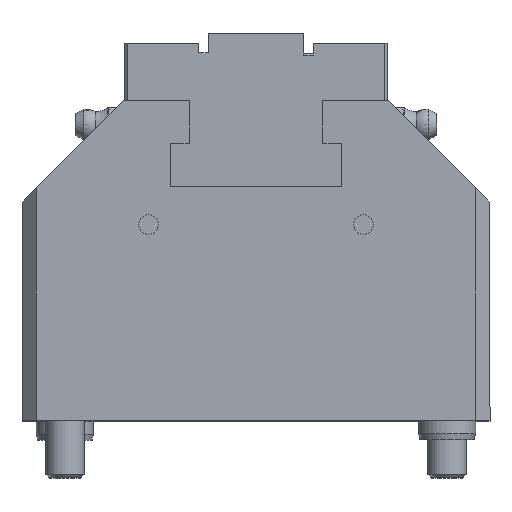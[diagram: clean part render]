
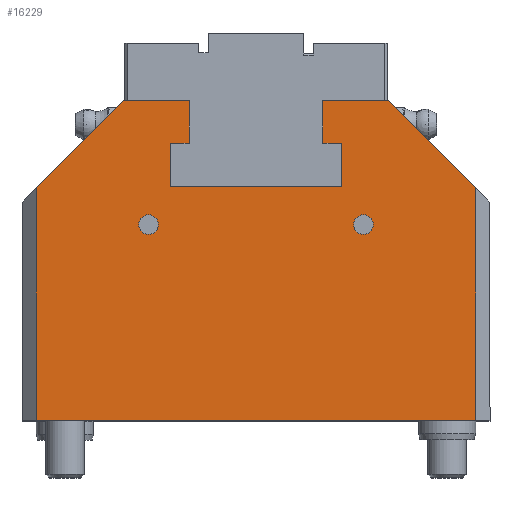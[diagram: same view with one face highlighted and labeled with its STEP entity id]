
A CAD part, top view. The second image highlights one B-rep face of the part: STEP entity #16229.
In plain terms, the highlighted planar face has unit normal (0, 0, 1).
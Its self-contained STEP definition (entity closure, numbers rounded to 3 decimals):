
#723=FACE_BOUND('',#2329,.T.);
#724=FACE_BOUND('',#2330,.T.);
#845=PLANE('',#17298);
#1406=FACE_OUTER_BOUND('',#2328,.T.);
#2328=EDGE_LOOP('',(#10536,#10537,#10538,#10539,#10540,#10541,#10542,#10543,
#10544,#10545,#10546,#10547,#10548,#10549));
#2329=EDGE_LOOP('',(#10550));
#2330=EDGE_LOOP('',(#10551));
#3376=CIRCLE('',#17299,2.067);
#3377=CIRCLE('',#17300,2.067);
#3832=LINE('',#22574,#5247);
#3833=LINE('',#22576,#5248);
#3834=LINE('',#22578,#5249);
#3835=LINE('',#22580,#5250);
#3836=LINE('',#22582,#5251);
#3837=LINE('',#22584,#5252);
#3838=LINE('',#22586,#5253);
#3839=LINE('',#22588,#5254);
#3840=LINE('',#22590,#5255);
#3841=LINE('',#22592,#5256);
#3842=LINE('',#22594,#5257);
#3843=LINE('',#22596,#5258);
#3844=LINE('',#22598,#5259);
#3845=LINE('',#22599,#5260);
#5247=VECTOR('',#18596,10.);
#5248=VECTOR('',#18597,10.);
#5249=VECTOR('',#18598,10.);
#5250=VECTOR('',#18599,10.);
#5251=VECTOR('',#18600,10.);
#5252=VECTOR('',#18601,10.);
#5253=VECTOR('',#18602,10.);
#5254=VECTOR('',#18603,10.);
#5255=VECTOR('',#18604,10.);
#5256=VECTOR('',#18605,10.);
#5257=VECTOR('',#18606,10.);
#5258=VECTOR('',#18607,10.);
#5259=VECTOR('',#18608,10.);
#5260=VECTOR('',#18609,10.);
#6668=VERTEX_POINT('',#22572);
#6669=VERTEX_POINT('',#22573);
#6670=VERTEX_POINT('',#22575);
#6671=VERTEX_POINT('',#22577);
#6672=VERTEX_POINT('',#22579);
#6673=VERTEX_POINT('',#22581);
#6674=VERTEX_POINT('',#22583);
#6675=VERTEX_POINT('',#22585);
#6676=VERTEX_POINT('',#22587);
#6677=VERTEX_POINT('',#22589);
#6678=VERTEX_POINT('',#22591);
#6679=VERTEX_POINT('',#22593);
#6680=VERTEX_POINT('',#22595);
#6681=VERTEX_POINT('',#22597);
#6682=VERTEX_POINT('',#22600);
#6683=VERTEX_POINT('',#22602);
#8198=EDGE_CURVE('',#6668,#6669,#3832,.T.);
#8199=EDGE_CURVE('',#6670,#6668,#3833,.T.);
#8200=EDGE_CURVE('',#6671,#6670,#3834,.T.);
#8201=EDGE_CURVE('',#6672,#6671,#3835,.T.);
#8202=EDGE_CURVE('',#6673,#6672,#3836,.T.);
#8203=EDGE_CURVE('',#6674,#6673,#3837,.T.);
#8204=EDGE_CURVE('',#6674,#6675,#3838,.T.);
#8205=EDGE_CURVE('',#6675,#6676,#3839,.T.);
#8206=EDGE_CURVE('',#6677,#6676,#3840,.T.);
#8207=EDGE_CURVE('',#6678,#6677,#3841,.T.);
#8208=EDGE_CURVE('',#6679,#6678,#3842,.T.);
#8209=EDGE_CURVE('',#6679,#6680,#3843,.T.);
#8210=EDGE_CURVE('',#6681,#6680,#3844,.T.);
#8211=EDGE_CURVE('',#6669,#6681,#3845,.T.);
#8212=EDGE_CURVE('',#6682,#6682,#3376,.T.);
#8213=EDGE_CURVE('',#6683,#6683,#3377,.T.);
#10536=ORIENTED_EDGE('',*,*,#8198,.F.);
#10537=ORIENTED_EDGE('',*,*,#8199,.F.);
#10538=ORIENTED_EDGE('',*,*,#8200,.F.);
#10539=ORIENTED_EDGE('',*,*,#8201,.F.);
#10540=ORIENTED_EDGE('',*,*,#8202,.F.);
#10541=ORIENTED_EDGE('',*,*,#8203,.F.);
#10542=ORIENTED_EDGE('',*,*,#8204,.T.);
#10543=ORIENTED_EDGE('',*,*,#8205,.T.);
#10544=ORIENTED_EDGE('',*,*,#8206,.F.);
#10545=ORIENTED_EDGE('',*,*,#8207,.F.);
#10546=ORIENTED_EDGE('',*,*,#8208,.F.);
#10547=ORIENTED_EDGE('',*,*,#8209,.T.);
#10548=ORIENTED_EDGE('',*,*,#8210,.F.);
#10549=ORIENTED_EDGE('',*,*,#8211,.F.);
#10550=ORIENTED_EDGE('',*,*,#8212,.T.);
#10551=ORIENTED_EDGE('',*,*,#8213,.T.);
#16229=ADVANCED_FACE('',(#1406,#723,#724),#845,.T.);
#17298=AXIS2_PLACEMENT_3D('',#22571,#18594,#18595);
#17299=AXIS2_PLACEMENT_3D('',#22601,#18610,#18611);
#17300=AXIS2_PLACEMENT_3D('',#22603,#18612,#18613);
#18594=DIRECTION('center_axis',(0.,0.,1.));
#18595=DIRECTION('ref_axis',(1.,0.,0.));
#18596=DIRECTION('',(-1.,0.,0.));
#18597=DIRECTION('',(0.,1.,0.));
#18598=DIRECTION('',(1.,0.,0.));
#18599=DIRECTION('',(0.,-1.,0.));
#18600=DIRECTION('',(-1.,0.,0.));
#18601=DIRECTION('',(0.,-1.,0.));
#18602=DIRECTION('',(-1.,0.,0.));
#18603=DIRECTION('',(-0.707,-0.707,0.));
#18604=DIRECTION('',(0.,1.,0.));
#18605=DIRECTION('',(-1.,0.,0.));
#18606=DIRECTION('',(0.,-1.,0.));
#18607=DIRECTION('',(-0.707,0.707,0.));
#18608=DIRECTION('',(1.,0.,0.));
#18609=DIRECTION('',(0.,1.,0.));
#18610=DIRECTION('center_axis',(0.,0.,-1.));
#18611=DIRECTION('ref_axis',(1.,0.,0.));
#18612=DIRECTION('center_axis',(0.,0.,-1.));
#18613=DIRECTION('ref_axis',(1.,0.,0.));
#22571=CARTESIAN_POINT('Origin',(9.627,0.183,98.));
#22572=CARTESIAN_POINT('',(27.627,19.46,98.));
#22573=CARTESIAN_POINT('',(23.627,19.46,98.));
#22574=CARTESIAN_POINT('',(27.627,19.46,98.));
#22575=CARTESIAN_POINT('',(27.627,10.46,98.));
#22576=CARTESIAN_POINT('',(27.627,10.46,98.));
#22577=CARTESIAN_POINT('',(-8.373,10.46,98.));
#22578=CARTESIAN_POINT('',(-8.373,10.46,98.));
#22579=CARTESIAN_POINT('',(-8.373,19.46,98.));
#22580=CARTESIAN_POINT('',(-8.373,19.46,98.));
#22581=CARTESIAN_POINT('',(-4.373,19.46,98.));
#22582=CARTESIAN_POINT('',(-4.373,19.46,98.));
#22583=CARTESIAN_POINT('',(-4.373,28.46,98.));
#22584=CARTESIAN_POINT('',(-4.373,28.46,98.));
#22585=CARTESIAN_POINT('',(-18.1,28.46,98.));
#22586=CARTESIAN_POINT('',(-4.373,28.46,98.));
#22587=CARTESIAN_POINT('',(-36.373,10.187,98.));
#22588=CARTESIAN_POINT('',(-28.874,17.686,98.));
#22589=CARTESIAN_POINT('',(-36.373,-38.54,98.));
#22590=CARTESIAN_POINT('',(-36.373,-15.179,98.));
#22591=CARTESIAN_POINT('',(55.627,-38.54,98.));
#22592=CARTESIAN_POINT('',(58.627,-38.54,98.));
#22593=CARTESIAN_POINT('',(55.627,10.187,98.));
#22594=CARTESIAN_POINT('',(55.627,13.821,98.));
#22595=CARTESIAN_POINT('',(37.353,28.46,98.));
#22596=CARTESIAN_POINT('',(37.991,27.822,98.));
#22597=CARTESIAN_POINT('',(23.627,28.46,98.));
#22598=CARTESIAN_POINT('',(23.627,28.46,98.));
#22599=CARTESIAN_POINT('',(23.627,19.46,98.));
#22600=CARTESIAN_POINT('',(30.06,2.46,98.));
#22601=CARTESIAN_POINT('Origin',(32.127,2.46,98.));
#22602=CARTESIAN_POINT('',(-14.94,2.46,98.));
#22603=CARTESIAN_POINT('Origin',(-12.873,2.46,98.));
